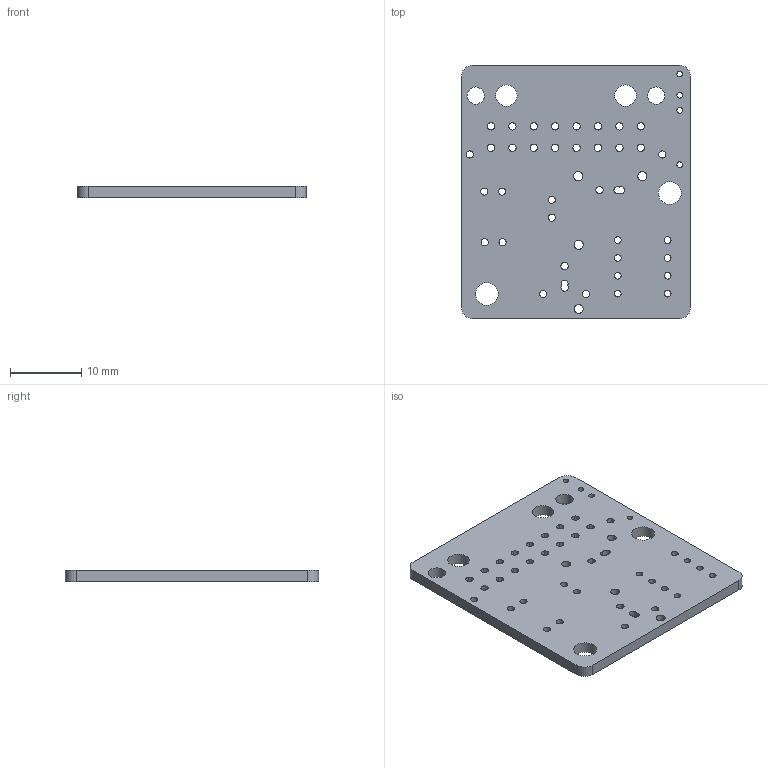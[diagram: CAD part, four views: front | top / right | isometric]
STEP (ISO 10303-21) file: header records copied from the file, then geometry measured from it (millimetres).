
FILE_DESCRIPTION(/* description */ ('STEP AP214'),/* implementation_level */ '2;1');
FILE_NAME(/* name */ '60bbe5f63104a9772472839e',/* time_stamp */ '2021-06-05T21:00:39+00:00',/* author */ (''),/* organization */ (''),/* preprocessor_version */ 'ST-DEVELOPER v18.1',/* originating_system */ ' ',/* authorisation */ ' ');
FILE_SCHEMA (('AUTOMOTIVE_DESIGN {1 0 10303 214 3 1 1}'));
Length unit declared in the file: metre
Products named in the file (1): COMPOUND
Bounding box: 32.1 x 35.5 x 1.6 mm (x, y, z)
Volume: 1696.3 mm3; surface area: 2655.7 mm2
Topology: 1 solids, 1 shells, 83 faces, 243 edges, 162 vertices
Faces by surface type: cylinder 77, plane 6
Full cylindrical faces by diameter (mm): 0.8 x4, 0.95 x8, 1 x10, 1.02 x1, 1.27 x4, 2.41 x2, 3 x2, 3.2 x2
Entity records: 2924 total; most frequent: DIRECTION 532, CARTESIAN_POINT 456, ORIENTED_EDGE 420, AXIS2_PLACEMENT_3D 238, EDGE_LOOP 220, FACE_BOUND 220, EDGE_CURVE 210, VERTEX_POINT 162
